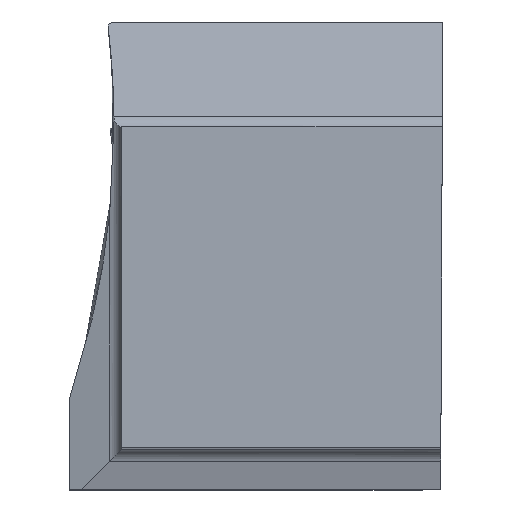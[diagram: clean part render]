
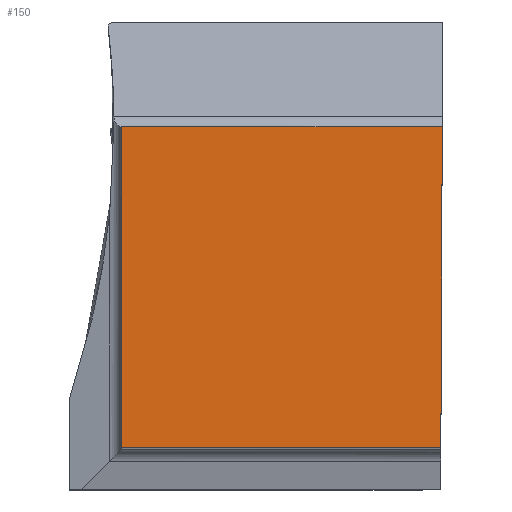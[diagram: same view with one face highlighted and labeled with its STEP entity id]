
A CAD part, top view. The second image highlights one B-rep face of the part: STEP entity #150.
In plain terms, the highlighted planar face has unit normal (0, 0, 1).
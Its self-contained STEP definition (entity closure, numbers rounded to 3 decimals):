
#115=PLANE('',#1229);
#150=ADVANCED_FACE('CU_BACK_SU1',(#226),#115,.F.);
#226=FACE_OUTER_BOUND('',#283,.T.);
#283=EDGE_LOOP('',(#599,#600,#601,#602));
#375=LINE('',#1806,#447);
#381=LINE('',#3038,#455);
#382=LINE('',#3040,#456);
#383=LINE('',#3042,#457);
#447=VECTOR('',#1356,1.);
#455=VECTOR('',#1374,1.);
#456=VECTOR('',#1375,1.);
#457=VECTOR('',#1376,1.);
#599=ORIENTED_EDGE('',*,*,#984,.T.);
#600=ORIENTED_EDGE('',*,*,#965,.T.);
#601=ORIENTED_EDGE('',*,*,#985,.T.);
#602=ORIENTED_EDGE('',*,*,#986,.F.);
#855=VERTEX_POINT('',#1805);
#856=VERTEX_POINT('',#1807);
#865=VERTEX_POINT('',#3039);
#866=VERTEX_POINT('',#3041);
#965=EDGE_CURVE('',#856,#855,#375,.T.);
#984=EDGE_CURVE('',#865,#856,#381,.T.);
#985=EDGE_CURVE('',#855,#866,#382,.T.);
#986=EDGE_CURVE('',#865,#866,#383,.T.);
#1229=AXIS2_PLACEMENT_3D('',#3043,#1377,#1378);
#1356=DIRECTION('',(0.004,1.,0.));
#1374=DIRECTION('',(1.,0.,0.));
#1375=DIRECTION('',(-1.,0.,0.));
#1376=DIRECTION('',(0.,1.,0.));
#1377=DIRECTION('',(0.,0.,-1.));
#1378=DIRECTION('',(0.,-1.,0.));
#1805=CARTESIAN_POINT('',(0.,31.85,0.));
#1806=CARTESIAN_POINT('',(0.088,51.953,0.));
#1807=CARTESIAN_POINT('',(-0.139,0.,0.));
#3038=CARTESIAN_POINT('',(23.593,0.,0.));
#3039=CARTESIAN_POINT('',(-31.85,0.,0.));
#3040=CARTESIAN_POINT('',(23.593,31.85,0.));
#3041=CARTESIAN_POINT('',(-31.85,31.85,0.));
#3042=CARTESIAN_POINT('',(-31.85,51.85,0.));
#3043=CARTESIAN_POINT('',(23.593,51.85,0.));
